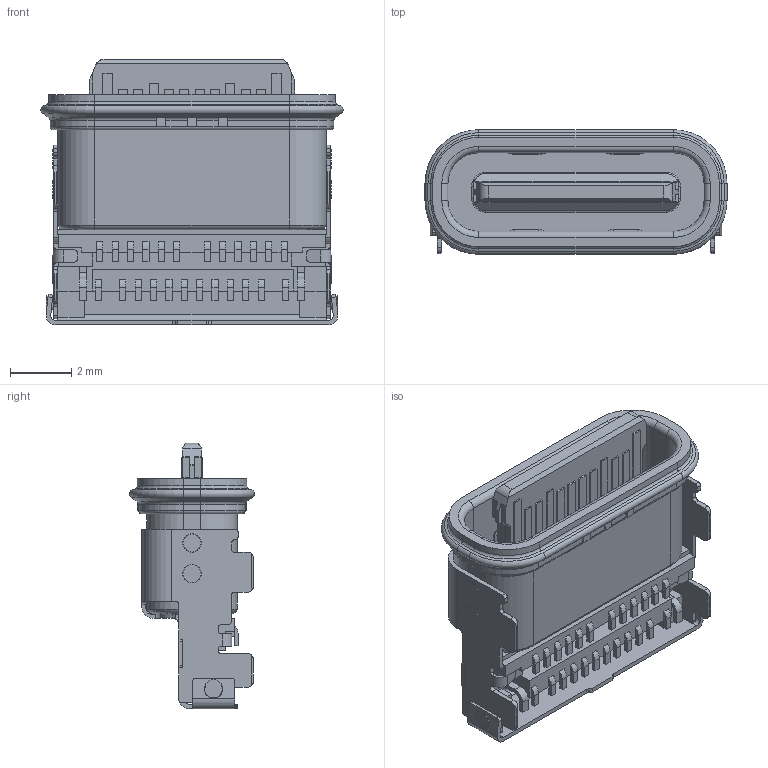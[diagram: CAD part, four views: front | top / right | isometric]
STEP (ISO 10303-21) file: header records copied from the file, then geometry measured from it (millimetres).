
FILE_DESCRIPTION((''),'2;1');
FILE_NAME('C-2305018-2','2018-03-14T',('workeradm'),('TE Connectivity Ltd.'),'CREO PARAMETRIC BY PTC INC, 2016050','CREO PARAMETRIC BY PTC INC, 2016050','');
FILE_SCHEMA(('AUTOMOTIVE_DESIGN { 1 0 10303 214 1 1 1 1 }'));
Length unit declared in the file: millimetre
Products named in the file (1): C-2305018-2
Bounding box: 9.84 x 4.06 x 8.65 mm (x, y, z)
Volume: 113.5 mm3; surface area: 497.1 mm2
Topology: 1 solids, 1 shells, 830 faces, 2226 edges, 1402 vertices
Faces by surface type: plane 492, cylinder 232, torus 48, cone 38, sphere 16, extrusion 4
Entity records: 25977 total; most frequent: CARTESIAN_POINT 4953, ORIENTED_EDGE 4452, DIRECTION 4342, EDGE_CURVE 2226, VECTOR 1574, LINE 1570, VERTEX_POINT 1402, AXIS2_PLACEMENT_3D 1384
